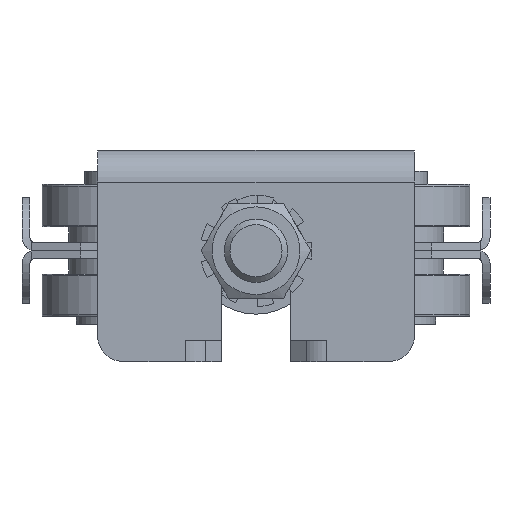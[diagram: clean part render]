
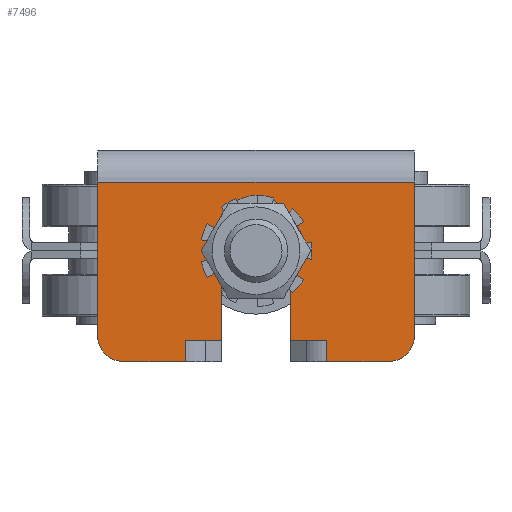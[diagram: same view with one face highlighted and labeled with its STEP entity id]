
A CAD part, front view. The second image highlights one B-rep face of the part: STEP entity #7496.
In plain terms, the highlighted planar face has unit normal (0, -1, 0).
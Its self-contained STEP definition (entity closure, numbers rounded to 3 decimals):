
#771=LINE('',#11963,#1430);
#784=LINE('',#12019,#1443);
#790=LINE('',#12041,#1449);
#791=LINE('',#12044,#1450);
#797=LINE('',#12058,#1456);
#798=LINE('',#12060,#1457);
#799=LINE('',#12064,#1458);
#800=LINE('',#12066,#1459);
#801=LINE('',#12068,#1460);
#802=LINE('',#12070,#1461);
#803=LINE('',#12072,#1462);
#1430=VECTOR('',#9468,10.);
#1443=VECTOR('',#9517,10.);
#1449=VECTOR('',#9535,10.);
#1450=VECTOR('',#9538,10.);
#1456=VECTOR('',#9548,10.);
#1457=VECTOR('',#9549,10.);
#1458=VECTOR('',#9552,10.);
#1459=VECTOR('',#9553,10.);
#1460=VECTOR('',#9554,10.);
#1461=VECTOR('',#9555,10.);
#1462=VECTOR('',#9558,10.);
#1910=PLANE('',#8238);
#2197=FACE_OUTER_BOUND('',#2627,.T.);
#2627=EDGE_LOOP('',(#5918,#5919,#5920,#5921,#5922,#5923,#5924,#5925,#5926,
#5927,#5928,#5929,#5930,#5931));
#3001=CIRCLE('',#8239,6.5);
#3002=CIRCLE('',#8240,5.);
#3003=CIRCLE('',#8241,5.);
#3505=VERTEX_POINT('',#11960);
#3506=VERTEX_POINT('',#11962);
#3530=VERTEX_POINT('',#12016);
#3531=VERTEX_POINT('',#12018);
#3538=VERTEX_POINT('',#12034);
#3541=VERTEX_POINT('',#12039);
#3542=VERTEX_POINT('',#12043);
#3548=VERTEX_POINT('',#12057);
#3549=VERTEX_POINT('',#12059);
#3550=VERTEX_POINT('',#12061);
#3551=VERTEX_POINT('',#12063);
#3552=VERTEX_POINT('',#12065);
#3553=VERTEX_POINT('',#12067);
#3554=VERTEX_POINT('',#12069);
#4381=EDGE_CURVE('',#3506,#3505,#771,.T.);
#4409=EDGE_CURVE('',#3531,#3530,#784,.T.);
#4420=EDGE_CURVE('',#3541,#3538,#790,.T.);
#4421=EDGE_CURVE('',#3538,#3542,#791,.T.);
#4428=EDGE_CURVE('',#3548,#3541,#797,.T.);
#4429=EDGE_CURVE('',#3548,#3549,#798,.T.);
#4430=EDGE_CURVE('',#3549,#3550,#3001,.T.);
#4431=EDGE_CURVE('',#3550,#3551,#799,.T.);
#4432=EDGE_CURVE('',#3552,#3551,#800,.T.);
#4433=EDGE_CURVE('',#3553,#3552,#801,.T.);
#4434=EDGE_CURVE('',#3554,#3553,#802,.T.);
#4435=EDGE_CURVE('',#3531,#3554,#3002,.T.);
#4436=EDGE_CURVE('',#3530,#3506,#803,.T.);
#4437=EDGE_CURVE('',#3542,#3505,#3003,.T.);
#5918=ORIENTED_EDGE('',*,*,#4420,.F.);
#5919=ORIENTED_EDGE('',*,*,#4428,.F.);
#5920=ORIENTED_EDGE('',*,*,#4429,.T.);
#5921=ORIENTED_EDGE('',*,*,#4430,.T.);
#5922=ORIENTED_EDGE('',*,*,#4431,.T.);
#5923=ORIENTED_EDGE('',*,*,#4432,.F.);
#5924=ORIENTED_EDGE('',*,*,#4433,.F.);
#5925=ORIENTED_EDGE('',*,*,#4434,.F.);
#5926=ORIENTED_EDGE('',*,*,#4435,.F.);
#5927=ORIENTED_EDGE('',*,*,#4409,.T.);
#5928=ORIENTED_EDGE('',*,*,#4436,.T.);
#5929=ORIENTED_EDGE('',*,*,#4381,.T.);
#5930=ORIENTED_EDGE('',*,*,#4437,.F.);
#5931=ORIENTED_EDGE('',*,*,#4421,.F.);
#7496=ADVANCED_FACE('',(#2197),#1910,.T.);
#8238=AXIS2_PLACEMENT_3D('',#12056,#9546,#9547);
#8239=AXIS2_PLACEMENT_3D('',#12062,#9550,#9551);
#8240=AXIS2_PLACEMENT_3D('',#12071,#9556,#9557);
#8241=AXIS2_PLACEMENT_3D('',#12073,#9559,#9560);
#9468=DIRECTION('',(-1.,0.,0.));
#9517=DIRECTION('',(1.,0.,0.));
#9535=DIRECTION('',(-1.,0.,0.));
#9538=DIRECTION('',(0.,0.,1.));
#9546=DIRECTION('center_axis',(0.,-1.,0.));
#9547=DIRECTION('ref_axis',(0.,0.,-1.));
#9548=DIRECTION('',(0.,0.,1.));
#9549=DIRECTION('',(1.,0.,0.));
#9550=DIRECTION('center_axis',(0.,1.,0.));
#9551=DIRECTION('ref_axis',(0.,0.,-1.));
#9552=DIRECTION('',(-1.,0.,0.));
#9553=DIRECTION('',(0.,0.,1.));
#9554=DIRECTION('',(1.,0.,0.));
#9555=DIRECTION('',(0.,0.,1.));
#9556=DIRECTION('center_axis',(0.,1.,0.));
#9557=DIRECTION('ref_axis',(-0.707,0.,-0.707));
#9558=DIRECTION('',(0.,0.,1.));
#9559=DIRECTION('center_axis',(0.,1.,0.));
#9560=DIRECTION('ref_axis',(-0.707,0.,0.707));
#11960=CARTESIAN_POINT('',(-28.,-6.,60.));
#11962=CARTESIAN_POINT('',(1.,-6.,60.));
#11963=CARTESIAN_POINT('',(-33.,-6.,60.));
#12016=CARTESIAN_POINT('',(1.,-6.,0.));
#12018=CARTESIAN_POINT('',(-28.,-6.,0.));
#12019=CARTESIAN_POINT('',(-33.,-6.,0.));
#12034=CARTESIAN_POINT('',(-33.,-6.,43.426));
#12039=CARTESIAN_POINT('',(-29.,-6.,43.426));
#12041=CARTESIAN_POINT('',(-16.,-6.,43.426));
#12043=CARTESIAN_POINT('',(-33.,-6.,55.));
#12044=CARTESIAN_POINT('',(-33.,-6.,0.));
#12056=CARTESIAN_POINT('Origin',(1.,-6.,0.));
#12057=CARTESIAN_POINT('',(-29.,-6.,36.5));
#12058=CARTESIAN_POINT('',(-29.,-6.,19.112));
#12059=CARTESIAN_POINT('',(-8.,-6.,36.5));
#12060=CARTESIAN_POINT('',(-3.5,-6.,36.5));
#12061=CARTESIAN_POINT('',(-8.,-6.,23.5));
#12062=CARTESIAN_POINT('Origin',(-8.,-6.,30.));
#12063=CARTESIAN_POINT('',(-29.,-6.,23.5));
#12064=CARTESIAN_POINT('',(-16.,-6.,23.5));
#12065=CARTESIAN_POINT('',(-29.,-6.,16.574));
#12066=CARTESIAN_POINT('',(-29.,-6.,10.888));
#12067=CARTESIAN_POINT('',(-33.,-6.,16.574));
#12068=CARTESIAN_POINT('',(-16.,-6.,16.574));
#12069=CARTESIAN_POINT('',(-33.,-6.,5.));
#12070=CARTESIAN_POINT('',(-33.,-6.,0.));
#12071=CARTESIAN_POINT('Origin',(-28.,-6.,5.));
#12072=CARTESIAN_POINT('',(1.,-6.,0.));
#12073=CARTESIAN_POINT('Origin',(-28.,-6.,55.));
